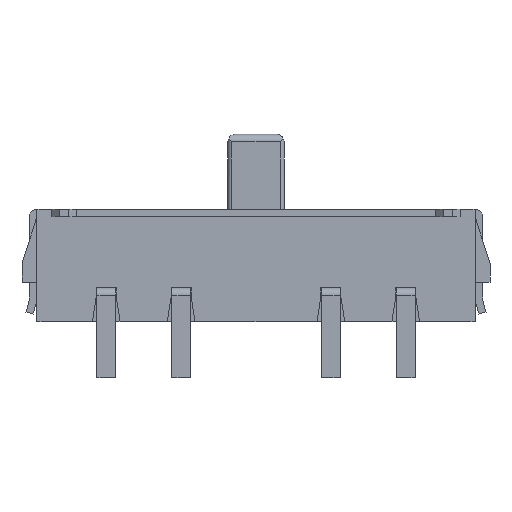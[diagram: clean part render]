
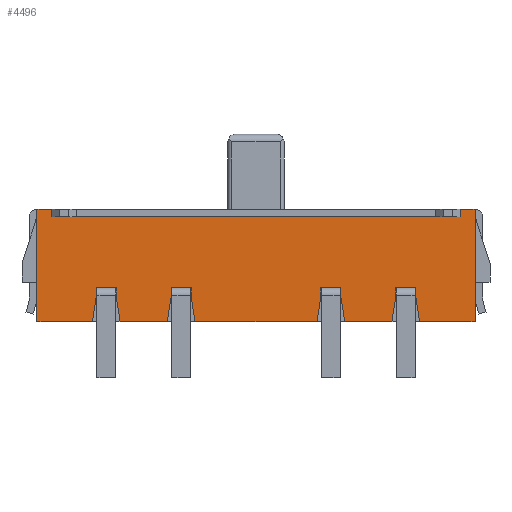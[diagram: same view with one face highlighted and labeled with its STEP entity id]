
A CAD part, front view. The second image highlights one B-rep face of the part: STEP entity #4496.
In plain terms, the highlighted planar face has unit normal (0, -1, 0).
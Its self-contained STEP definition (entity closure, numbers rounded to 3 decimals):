
#539=ORIENTED_EDGE('',*,*,#1764,.T.);
#540=ORIENTED_EDGE('',*,*,#1765,.T.);
#541=ORIENTED_EDGE('',*,*,#1766,.T.);
#542=ORIENTED_EDGE('',*,*,#1767,.T.);
#543=ORIENTED_EDGE('',*,*,#1768,.T.);
#544=ORIENTED_EDGE('',*,*,#1753,.F.);
#545=ORIENTED_EDGE('',*,*,#1769,.T.);
#546=ORIENTED_EDGE('',*,*,#1770,.T.);
#547=ORIENTED_EDGE('',*,*,#1771,.T.);
#548=ORIENTED_EDGE('',*,*,#1772,.T.);
#549=ORIENTED_EDGE('',*,*,#1773,.T.);
#550=ORIENTED_EDGE('',*,*,#1748,.F.);
#551=ORIENTED_EDGE('',*,*,#1774,.T.);
#552=ORIENTED_EDGE('',*,*,#1775,.T.);
#553=ORIENTED_EDGE('',*,*,#1776,.T.);
#554=ORIENTED_EDGE('',*,*,#1777,.T.);
#555=ORIENTED_EDGE('',*,*,#1778,.T.);
#556=ORIENTED_EDGE('',*,*,#1743,.F.);
#557=ORIENTED_EDGE('',*,*,#1779,.T.);
#558=ORIENTED_EDGE('',*,*,#1780,.T.);
#559=ORIENTED_EDGE('',*,*,#1781,.T.);
#560=ORIENTED_EDGE('',*,*,#1782,.T.);
#561=ORIENTED_EDGE('',*,*,#1783,.T.);
#562=ORIENTED_EDGE('',*,*,#1760,.F.);
#563=ORIENTED_EDGE('',*,*,#1660,.F.);
#564=ORIENTED_EDGE('',*,*,#1784,.F.);
#565=ORIENTED_EDGE('',*,*,#1785,.F.);
#566=ORIENTED_EDGE('',*,*,#1725,.F.);
#567=ORIENTED_EDGE('',*,*,#1786,.F.);
#568=ORIENTED_EDGE('',*,*,#1721,.F.);
#569=ORIENTED_EDGE('',*,*,#1787,.F.);
#570=ORIENTED_EDGE('',*,*,#1718,.F.);
#571=ORIENTED_EDGE('',*,*,#1788,.F.);
#572=ORIENTED_EDGE('',*,*,#1789,.F.);
#573=ORIENTED_EDGE('',*,*,#1701,.F.);
#574=ORIENTED_EDGE('',*,*,#1758,.F.);
#1660=EDGE_CURVE('',#2294,#2295,#2728,.T.);
#1701=EDGE_CURVE('',#2331,#2332,#2763,.T.);
#1718=EDGE_CURVE('',#2345,#2343,#2778,.T.);
#1721=EDGE_CURVE('',#2348,#2349,#2781,.T.);
#1725=EDGE_CURVE('',#2351,#2352,#2785,.T.);
#1743=EDGE_CURVE('',#2367,#2368,#2798,.T.);
#1748=EDGE_CURVE('',#2371,#2372,#2803,.T.);
#1753=EDGE_CURVE('',#2375,#2376,#2808,.T.);
#1758=EDGE_CURVE('',#2379,#2331,#2813,.T.);
#1760=EDGE_CURVE('',#2295,#2380,#2815,.T.);
#1764=EDGE_CURVE('',#2379,#2383,#2819,.T.);
#1765=EDGE_CURVE('',#2383,#2384,#2820,.T.);
#1766=EDGE_CURVE('',#2384,#2385,#2821,.T.);
#1767=EDGE_CURVE('',#2385,#2386,#2822,.T.);
#1768=EDGE_CURVE('',#2386,#2376,#2823,.T.);
#1769=EDGE_CURVE('',#2375,#2387,#2824,.T.);
#1770=EDGE_CURVE('',#2387,#2388,#2825,.T.);
#1771=EDGE_CURVE('',#2388,#2389,#2826,.T.);
#1772=EDGE_CURVE('',#2389,#2390,#2827,.T.);
#1773=EDGE_CURVE('',#2390,#2372,#2828,.T.);
#1774=EDGE_CURVE('',#2371,#2391,#2829,.T.);
#1775=EDGE_CURVE('',#2391,#2392,#2830,.T.);
#1776=EDGE_CURVE('',#2392,#2393,#2831,.T.);
#1777=EDGE_CURVE('',#2393,#2394,#2832,.T.);
#1778=EDGE_CURVE('',#2394,#2368,#2833,.T.);
#1779=EDGE_CURVE('',#2367,#2395,#2834,.T.);
#1780=EDGE_CURVE('',#2395,#2396,#2835,.T.);
#1781=EDGE_CURVE('',#2396,#2397,#2836,.T.);
#1782=EDGE_CURVE('',#2397,#2398,#2837,.T.);
#1783=EDGE_CURVE('',#2398,#2380,#2838,.T.);
#1784=EDGE_CURVE('',#2399,#2294,#2839,.T.);
#1785=EDGE_CURVE('',#2352,#2399,#2840,.T.);
#1786=EDGE_CURVE('',#2349,#2351,#2841,.T.);
#1787=EDGE_CURVE('',#2343,#2348,#2842,.T.);
#1788=EDGE_CURVE('',#2400,#2345,#2843,.T.);
#1789=EDGE_CURVE('',#2332,#2400,#2844,.T.);
#2294=VERTEX_POINT('',#8073);
#2295=VERTEX_POINT('',#8075);
#2331=VERTEX_POINT('',#8157);
#2332=VERTEX_POINT('',#8159);
#2343=VERTEX_POINT('',#8185);
#2345=VERTEX_POINT('',#8190);
#2348=VERTEX_POINT('',#8197);
#2349=VERTEX_POINT('',#8199);
#2351=VERTEX_POINT('',#8205);
#2352=VERTEX_POINT('',#8207);
#2367=VERTEX_POINT('',#8241);
#2368=VERTEX_POINT('',#8243);
#2371=VERTEX_POINT('',#8250);
#2372=VERTEX_POINT('',#8252);
#2375=VERTEX_POINT('',#8259);
#2376=VERTEX_POINT('',#8261);
#2379=VERTEX_POINT('',#8268);
#2380=VERTEX_POINT('',#8272);
#2383=VERTEX_POINT('',#8280);
#2384=VERTEX_POINT('',#8282);
#2385=VERTEX_POINT('',#8284);
#2386=VERTEX_POINT('',#8286);
#2387=VERTEX_POINT('',#8289);
#2388=VERTEX_POINT('',#8291);
#2389=VERTEX_POINT('',#8293);
#2390=VERTEX_POINT('',#8295);
#2391=VERTEX_POINT('',#8298);
#2392=VERTEX_POINT('',#8300);
#2393=VERTEX_POINT('',#8302);
#2394=VERTEX_POINT('',#8304);
#2395=VERTEX_POINT('',#8307);
#2396=VERTEX_POINT('',#8309);
#2397=VERTEX_POINT('',#8311);
#2398=VERTEX_POINT('',#8313);
#2399=VERTEX_POINT('',#8316);
#2400=VERTEX_POINT('',#8321);
#2728=LINE('',#8074,#3280);
#2763=LINE('',#8158,#3315);
#2778=LINE('',#8191,#3330);
#2781=LINE('',#8198,#3333);
#2785=LINE('',#8206,#3337);
#2798=LINE('',#8242,#3350);
#2803=LINE('',#8251,#3355);
#2808=LINE('',#8260,#3360);
#2813=LINE('',#8269,#3365);
#2815=LINE('',#8271,#3367);
#2819=LINE('',#8279,#3371);
#2820=LINE('',#8281,#3372);
#2821=LINE('',#8283,#3373);
#2822=LINE('',#8285,#3374);
#2823=LINE('',#8287,#3375);
#2824=LINE('',#8288,#3376);
#2825=LINE('',#8290,#3377);
#2826=LINE('',#8292,#3378);
#2827=LINE('',#8294,#3379);
#2828=LINE('',#8296,#3380);
#2829=LINE('',#8297,#3381);
#2830=LINE('',#8299,#3382);
#2831=LINE('',#8301,#3383);
#2832=LINE('',#8303,#3384);
#2833=LINE('',#8305,#3385);
#2834=LINE('',#8306,#3386);
#2835=LINE('',#8308,#3387);
#2836=LINE('',#8310,#3388);
#2837=LINE('',#8312,#3389);
#2838=LINE('',#8314,#3390);
#2839=LINE('',#8315,#3391);
#2840=LINE('',#8317,#3392);
#2841=LINE('',#8318,#3393);
#2842=LINE('',#8319,#3394);
#2843=LINE('',#8320,#3395);
#2844=LINE('',#8322,#3396);
#3280=VECTOR('',#6755,1000.);
#3315=VECTOR('',#6814,1000.);
#3330=VECTOR('',#6837,1000.);
#3333=VECTOR('',#6842,1000.);
#3337=VECTOR('',#6848,1000.);
#3350=VECTOR('',#6875,1000.);
#3355=VECTOR('',#6880,1000.);
#3360=VECTOR('',#6885,1000.);
#3365=VECTOR('',#6890,1000.);
#3367=VECTOR('',#6892,1000.);
#3371=VECTOR('',#6898,1000.);
#3372=VECTOR('',#6899,1000.);
#3373=VECTOR('',#6900,1000.);
#3374=VECTOR('',#6901,1000.);
#3375=VECTOR('',#6902,1000.);
#3376=VECTOR('',#6903,1000.);
#3377=VECTOR('',#6904,1000.);
#3378=VECTOR('',#6905,1000.);
#3379=VECTOR('',#6906,1000.);
#3380=VECTOR('',#6907,1000.);
#3381=VECTOR('',#6908,1000.);
#3382=VECTOR('',#6909,1000.);
#3383=VECTOR('',#6910,1000.);
#3384=VECTOR('',#6911,1000.);
#3385=VECTOR('',#6912,1000.);
#3386=VECTOR('',#6913,1000.);
#3387=VECTOR('',#6914,1000.);
#3388=VECTOR('',#6915,1000.);
#3389=VECTOR('',#6916,1000.);
#3390=VECTOR('',#6917,1000.);
#3391=VECTOR('',#6918,1000.);
#3392=VECTOR('',#6919,1000.);
#3393=VECTOR('',#6920,1000.);
#3394=VECTOR('',#6921,1000.);
#3395=VECTOR('',#6922,1000.);
#3396=VECTOR('',#6923,1000.);
#3798=EDGE_LOOP('',(#539,#540,#541,#542,#543,#544,#545,#546,#547,#548,#549,
#550,#551,#552,#553,#554,#555,#556,#557,#558,#559,#560,#561,#562,#563,#564,
#565,#566,#567,#568,#569,#570,#571,#572,#573,#574));
#4056=FACE_BOUND('',#3798,.T.);
#4292=PLANE('',#6268);
#4496=ADVANCED_FACE('',(#4056),#4292,.F.);
#6268=AXIS2_PLACEMENT_3D('',#8278,#6896,#6897);
#6755=DIRECTION('',(0.,0.,-1.));
#6814=DIRECTION('',(0.,0.,1.));
#6837=DIRECTION('',(1.,0.,0.));
#6842=DIRECTION('',(1.,0.,0.));
#6848=DIRECTION('',(1.,0.,0.));
#6875=DIRECTION('',(-1.,0.,0.));
#6880=DIRECTION('',(-1.,0.,0.));
#6885=DIRECTION('',(-1.,0.,0.));
#6890=DIRECTION('',(-1.,0.,0.));
#6892=DIRECTION('',(-1.,0.,0.));
#6896=DIRECTION('',(0.,1.,0.));
#6897=DIRECTION('',(0.,0.,1.));
#6898=DIRECTION('',(0.152,0.,0.988));
#6899=DIRECTION('',(0.,0.,1.));
#6900=DIRECTION('',(1.,0.,0.));
#6901=DIRECTION('',(0.,0.,-1.));
#6902=DIRECTION('',(0.152,0.,-0.988));
#6903=DIRECTION('',(0.152,0.,0.988));
#6904=DIRECTION('',(0.,0.,1.));
#6905=DIRECTION('',(1.,0.,0.));
#6906=DIRECTION('',(0.,0.,-1.));
#6907=DIRECTION('',(0.152,0.,-0.988));
#6908=DIRECTION('',(0.152,0.,0.988));
#6909=DIRECTION('',(0.,0.,1.));
#6910=DIRECTION('',(1.,0.,0.));
#6911=DIRECTION('',(0.,0.,-1.));
#6912=DIRECTION('',(0.152,0.,-0.988));
#6913=DIRECTION('',(0.152,0.,0.988));
#6914=DIRECTION('',(0.,0.,1.));
#6915=DIRECTION('',(1.,0.,0.));
#6916=DIRECTION('',(0.,0.,-1.));
#6917=DIRECTION('',(0.152,0.,-0.988));
#6918=DIRECTION('',(1.,0.,0.));
#6919=DIRECTION('',(0.,0.,1.));
#6920=DIRECTION('',(1.,0.,0.));
#6921=DIRECTION('',(1.,0.,0.));
#6922=DIRECTION('',(0.,0.,-1.));
#6923=DIRECTION('',(1.,0.,0.));
#8073=CARTESIAN_POINT('',(5.85,-1.,0.));
#8074=CARTESIAN_POINT('',(5.85,-1.,0.));
#8075=CARTESIAN_POINT('',(5.85,-1.,-3.));
#8157=CARTESIAN_POINT('',(-5.85,-1.,-3.));
#8158=CARTESIAN_POINT('',(-5.85,-1.,-3.));
#8159=CARTESIAN_POINT('',(-5.85,-1.,0.));
#8185=CARTESIAN_POINT('',(-5.45,-1.,-0.2));
#8190=CARTESIAN_POINT('',(-5.47,-1.,-0.2));
#8191=CARTESIAN_POINT('',(-5.47,-1.,-0.2));
#8197=CARTESIAN_POINT('',(-4.8,-1.,-0.2));
#8198=CARTESIAN_POINT('',(-5.47,-1.,-0.2));
#8199=CARTESIAN_POINT('',(4.8,-1.,-0.2));
#8205=CARTESIAN_POINT('',(5.45,-1.,-0.2));
#8206=CARTESIAN_POINT('',(-5.47,-1.,-0.2));
#8207=CARTESIAN_POINT('',(5.47,-1.,-0.2));
#8241=CARTESIAN_POINT('',(3.63,-1.,-3.));
#8242=CARTESIAN_POINT('',(5.85,-1.,-3.));
#8243=CARTESIAN_POINT('',(2.37,-1.,-3.));
#8250=CARTESIAN_POINT('',(1.63,-1.,-3.));
#8251=CARTESIAN_POINT('',(5.85,-1.,-3.));
#8252=CARTESIAN_POINT('',(-1.63,-1.,-3.));
#8259=CARTESIAN_POINT('',(-2.37,-1.,-3.));
#8260=CARTESIAN_POINT('',(5.85,-1.,-3.));
#8261=CARTESIAN_POINT('',(-3.63,-1.,-3.));
#8268=CARTESIAN_POINT('',(-4.37,-1.,-3.));
#8269=CARTESIAN_POINT('',(5.85,-1.,-3.));
#8271=CARTESIAN_POINT('',(5.85,-1.,-3.));
#8272=CARTESIAN_POINT('',(4.37,-1.,-3.));
#8278=CARTESIAN_POINT('',(0.,-1.,0.));
#8279=CARTESIAN_POINT('',(-4.37,-1.,-3.));
#8280=CARTESIAN_POINT('',(-4.27,-1.,-2.351));
#8281=CARTESIAN_POINT('',(-4.27,-1.,-2.351));
#8282=CARTESIAN_POINT('',(-4.27,-1.,-2.1));
#8283=CARTESIAN_POINT('',(-4.27,-1.,-2.1));
#8284=CARTESIAN_POINT('',(-3.73,-1.,-2.1));
#8285=CARTESIAN_POINT('',(-3.73,-1.,-2.1));
#8286=CARTESIAN_POINT('',(-3.73,-1.,-2.351));
#8287=CARTESIAN_POINT('',(-3.73,-1.,-2.351));
#8288=CARTESIAN_POINT('',(-2.37,-1.,-3.));
#8289=CARTESIAN_POINT('',(-2.27,-1.,-2.351));
#8290=CARTESIAN_POINT('',(-2.27,-1.,-2.351));
#8291=CARTESIAN_POINT('',(-2.27,-1.,-2.1));
#8292=CARTESIAN_POINT('',(-2.27,-1.,-2.1));
#8293=CARTESIAN_POINT('',(-1.73,-1.,-2.1));
#8294=CARTESIAN_POINT('',(-1.73,-1.,-2.1));
#8295=CARTESIAN_POINT('',(-1.73,-1.,-2.351));
#8296=CARTESIAN_POINT('',(-1.73,-1.,-2.351));
#8297=CARTESIAN_POINT('',(1.63,-1.,-3.));
#8298=CARTESIAN_POINT('',(1.73,-1.,-2.351));
#8299=CARTESIAN_POINT('',(1.73,-1.,-2.351));
#8300=CARTESIAN_POINT('',(1.73,-1.,-2.1));
#8301=CARTESIAN_POINT('',(1.73,-1.,-2.1));
#8302=CARTESIAN_POINT('',(2.27,-1.,-2.1));
#8303=CARTESIAN_POINT('',(2.27,-1.,-2.1));
#8304=CARTESIAN_POINT('',(2.27,-1.,-2.351));
#8305=CARTESIAN_POINT('',(2.27,-1.,-2.351));
#8306=CARTESIAN_POINT('',(3.63,-1.,-3.));
#8307=CARTESIAN_POINT('',(3.73,-1.,-2.351));
#8308=CARTESIAN_POINT('',(3.73,-1.,-2.351));
#8309=CARTESIAN_POINT('',(3.73,-1.,-2.1));
#8310=CARTESIAN_POINT('',(3.73,-1.,-2.1));
#8311=CARTESIAN_POINT('',(4.27,-1.,-2.1));
#8312=CARTESIAN_POINT('',(4.27,-1.,-2.1));
#8313=CARTESIAN_POINT('',(4.27,-1.,-2.351));
#8314=CARTESIAN_POINT('',(4.27,-1.,-2.351));
#8315=CARTESIAN_POINT('',(5.47,-1.,0.));
#8316=CARTESIAN_POINT('',(5.47,-1.,0.));
#8317=CARTESIAN_POINT('',(5.47,-1.,-0.2));
#8318=CARTESIAN_POINT('',(0.,-1.,-0.2));
#8319=CARTESIAN_POINT('',(0.,-1.,-0.2));
#8320=CARTESIAN_POINT('',(-5.47,-1.,0.));
#8321=CARTESIAN_POINT('',(-5.47,-1.,0.));
#8322=CARTESIAN_POINT('',(-5.85,-1.,0.));
